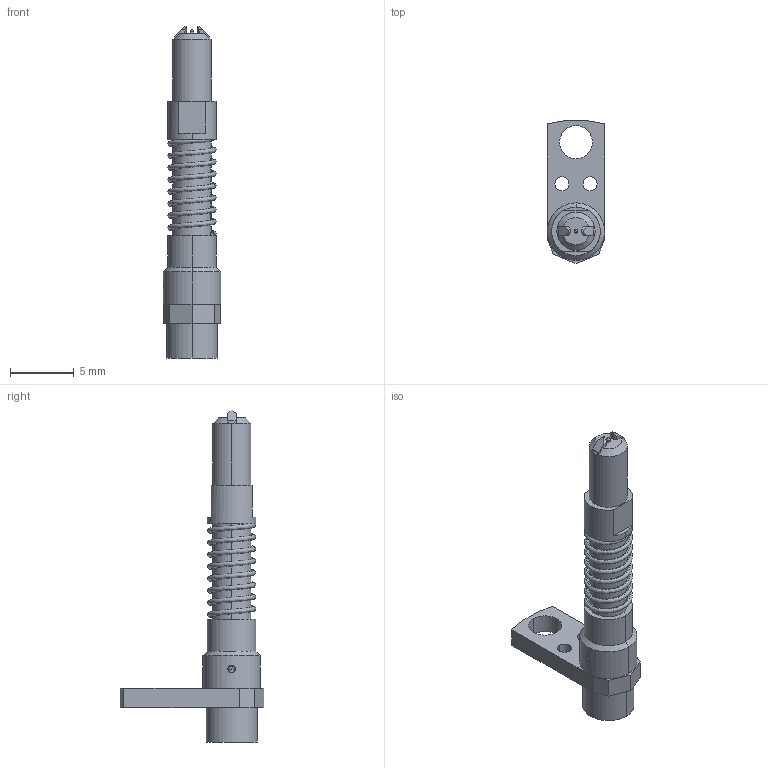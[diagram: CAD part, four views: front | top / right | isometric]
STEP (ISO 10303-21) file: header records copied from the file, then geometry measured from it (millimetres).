
FILE_DESCRIPTION (( 'STEP AP214' ), '1' );
FILE_NAME ('MOD-HF05-0002.STEP', '2017-11-13T11:15:34', ( 'first' ), ( 'Hewlett-Packard Company' ), 'SwSTEP 2.0', 'SolidWorks 2015', '' );
FILE_SCHEMA (( 'AUTOMOTIVE_DESIGN' ));
Length unit declared in the file: millimetre
Products named in the file (1): MOD-HF05-0002
Bounding box: 4.5 x 11.22 x 26 mm (x, y, z)
Volume: 289.3 mm3; surface area: 522.9 mm2
Topology: 1 solids, 1 shells, 247 faces, 699 edges, 460 vertices
Faces by surface type: plane 105, cylinder 67, bspline 62, cone 13
Entity records: 16965 total; most frequent: CARTESIAN_POINT 8220, ORIENTED_EDGE 1390, DIRECTION 1057, EDGE_CURVE 695, VERTEX_POINT 460, AXIS2_PLACEMENT_3D 367, VECTOR 323, LINE 323
